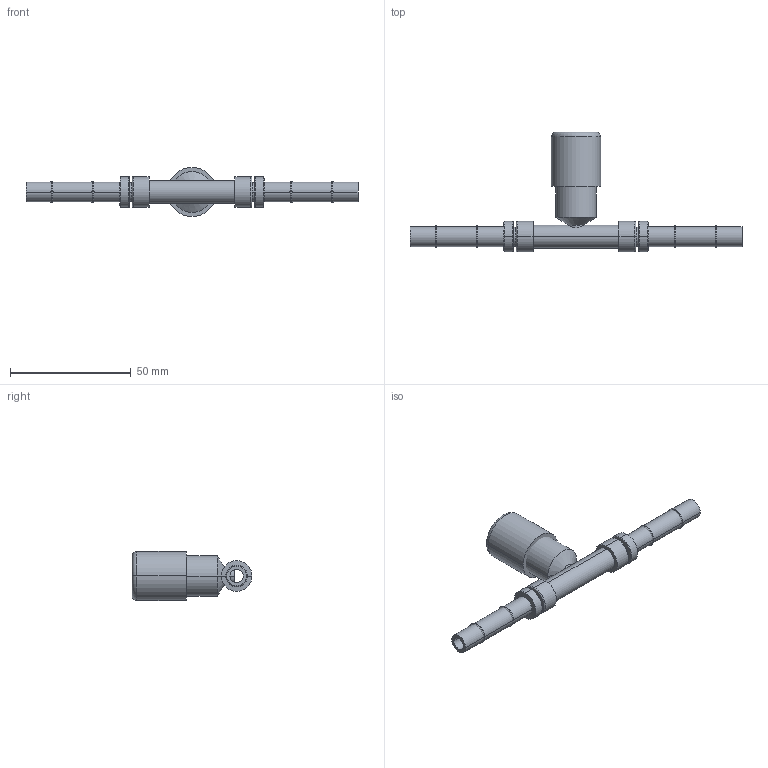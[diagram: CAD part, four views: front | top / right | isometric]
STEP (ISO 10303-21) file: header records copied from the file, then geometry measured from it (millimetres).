
FILE_DESCRIPTION((''),'2;1');
FILE_NAME('11356480_ASM','2025-07-01T15:40:53',('U414960'),(''),'CREO PARAMETRIC BY PTC INC, 2022124','CREO PARAMETRIC BY PTC INC, 2022124','');
FILE_SCHEMA(('CONFIG_CONTROL_DESIGN'));
Length unit declared in the file: millimetre
Products named in the file (11): 11356441_TUBE; FW1172-0606; FF4398-02; FF90192-02; FF90193-02; 11356441_ASM; 1F40106-06_AF0; 1F40106-06_AF1; 1F40106-06_AF2; 1F40106-06_AF3; 11356480_ASM
Assembly tree (11 placements, depth 3):
  11356480_ASM
    11356441_ASM
      11356441_TUBE
      FW1172-0606  x2
      FF4398-02
      FF90192-02
      FF90193-02
    1F40106-06_AF0
    1F40106-06_AF1
    1F40106-06_AF2
    1F40106-06_AF3
Bounding box: 137.42 x 49.64 x 20.3 mm (x, y, z)
Volume: 13611.4 mm3; surface area: 15252.7 mm2
Topology: 10 solids, 11 shells, 191 faces, 394 edges, 239 vertices
Faces by surface type: cylinder 80, torus 44, plane 37, cone 24, bspline 4, sphere 2
Entity records: 5270 total; most frequent: CARTESIAN_POINT 1397, DIRECTION 932, ORIENTED_EDGE 652, AXIS2_PLACEMENT_3D 422, EDGE_CURVE 328, CIRCLE 234, VERTEX_POINT 201, EDGE_LOOP 191
